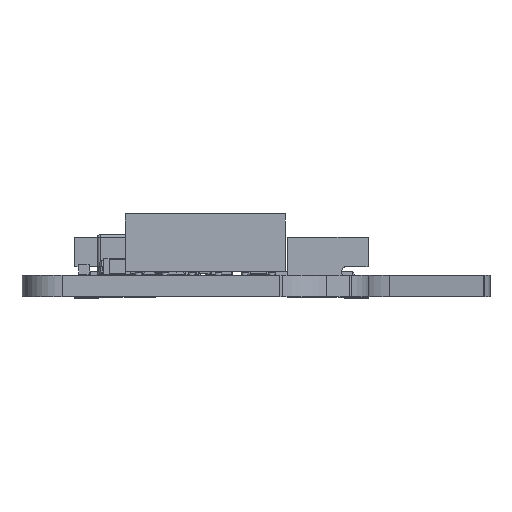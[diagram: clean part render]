
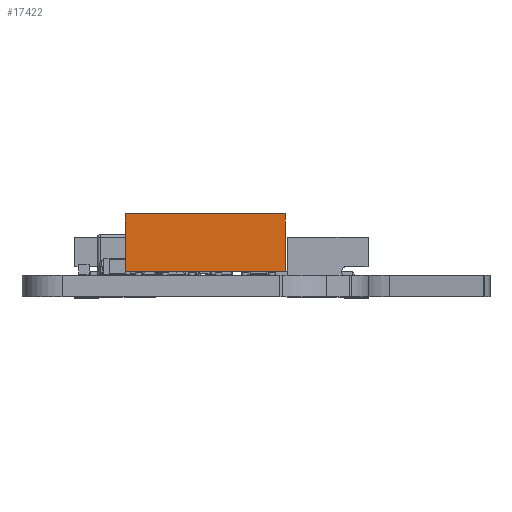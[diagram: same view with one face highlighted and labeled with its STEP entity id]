
A CAD part, left-side view. The second image highlights one B-rep face of the part: STEP entity #17422.
In plain terms, the highlighted face is planar.
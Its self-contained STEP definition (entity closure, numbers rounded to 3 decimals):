
#17422 = ADVANCED_FACE('',(#17423),#17457,.F.);
#17423 = FACE_BOUND('',#17424,.F.);
#17424 = EDGE_LOOP('',(#17425,#17435,#17443,#17451));
#17425 = ORIENTED_EDGE('',*,*,#17426,.T.);
#17426 = EDGE_CURVE('',#17427,#17429,#17431,.T.);
#17427 = VERTEX_POINT('',#17428);
#17428 = CARTESIAN_POINT('',(2.,-6.,0.25));
#17429 = VERTEX_POINT('',#17430);
#17430 = CARTESIAN_POINT('',(2.,-6.,4.55));
#17431 = LINE('',#17432,#17433);
#17432 = CARTESIAN_POINT('',(2.,-6.,0.25));
#17433 = VECTOR('',#17434,1.);
#17434 = DIRECTION('',(0.,0.,1.));
#17435 = ORIENTED_EDGE('',*,*,#17436,.T.);
#17436 = EDGE_CURVE('',#17429,#17437,#17439,.T.);
#17437 = VERTEX_POINT('',#17438);
#17438 = CARTESIAN_POINT('',(2.,6.,4.55));
#17439 = LINE('',#17440,#17441);
#17440 = CARTESIAN_POINT('',(2.,-6.,4.55));
#17441 = VECTOR('',#17442,1.);
#17442 = DIRECTION('',(0.,1.,0.));
#17443 = ORIENTED_EDGE('',*,*,#17444,.F.);
#17444 = EDGE_CURVE('',#17445,#17437,#17447,.T.);
#17445 = VERTEX_POINT('',#17446);
#17446 = CARTESIAN_POINT('',(2.,6.,0.25));
#17447 = LINE('',#17448,#17449);
#17448 = CARTESIAN_POINT('',(2.,6.,0.25));
#17449 = VECTOR('',#17450,1.);
#17450 = DIRECTION('',(0.,0.,1.));
#17451 = ORIENTED_EDGE('',*,*,#17452,.F.);
#17452 = EDGE_CURVE('',#17427,#17445,#17453,.T.);
#17453 = LINE('',#17454,#17455);
#17454 = CARTESIAN_POINT('',(2.,-6.,0.25));
#17455 = VECTOR('',#17456,1.);
#17456 = DIRECTION('',(0.,1.,0.));
#17457 = PLANE('',#17458);
#17458 = AXIS2_PLACEMENT_3D('',#17459,#17460,#17461);
#17459 = CARTESIAN_POINT('',(2.,-6.,0.25));
#17460 = DIRECTION('',(-1.,0.,0.));
#17461 = DIRECTION('',(0.,1.,0.));
